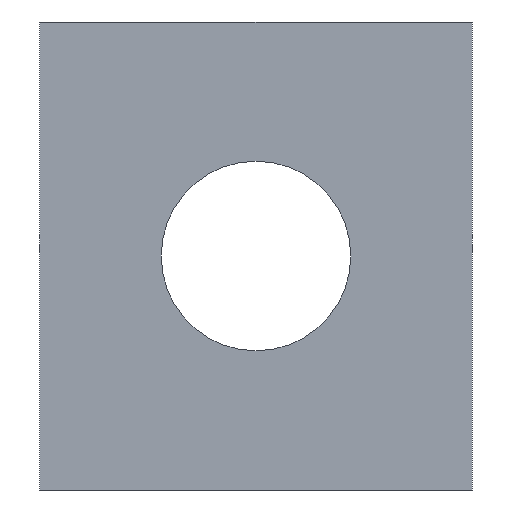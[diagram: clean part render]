
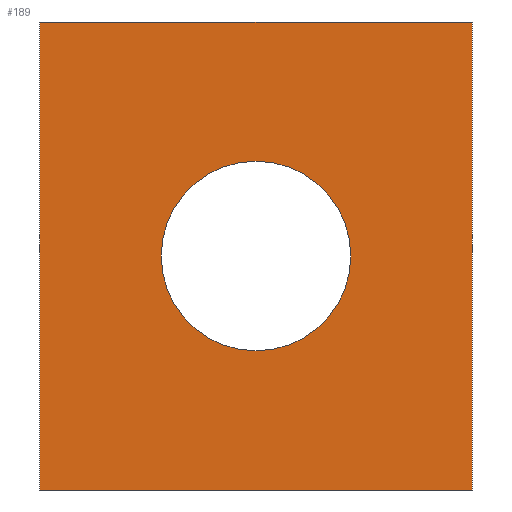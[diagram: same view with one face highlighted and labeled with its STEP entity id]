
A CAD part, front view. The second image highlights one B-rep face of the part: STEP entity #189.
In plain terms, the highlighted planar face has unit normal (0, -1, 0).
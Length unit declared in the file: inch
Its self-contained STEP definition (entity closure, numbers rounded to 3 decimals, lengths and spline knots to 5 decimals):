
#5 = CIRCLE ( 'NONE', #235, 0.2065 ) ;
#11 = DIRECTION ( 'NONE',  ( 0., 0., 1. ) ) ;
#17 = CARTESIAN_POINT ( 'NONE',  ( 0., 0., 0.2065 ) ) ;
#19 = VERTEX_POINT ( 'NONE', #60 ) ;
#26 = ORIENTED_EDGE ( 'NONE', *, *, #138, .T. ) ;
#29 = CARTESIAN_POINT ( 'NONE',  ( -0.471, 0., 0.51 ) ) ;
#53 = LINE ( 'NONE', #161, #311 ) ;
#60 = CARTESIAN_POINT ( 'NONE',  ( 0.471, 0., -0.51 ) ) ;
#61 = DIRECTION ( 'NONE',  ( -1., 0., 0. ) ) ;
#65 = CARTESIAN_POINT ( 'NONE',  ( -0.471, 0., -0.51 ) ) ;
#68 = DIRECTION ( 'NONE',  ( 1., 0., 0. ) ) ;
#71 = VECTOR ( 'NONE', #261, 39.37008 ) ;
#77 = LINE ( 'NONE', #65, #320 ) ;
#85 = CARTESIAN_POINT ( 'NONE',  ( 0., 0., 0. ) ) ;
#86 = CARTESIAN_POINT ( 'NONE',  ( 0.471, 0., -0.51 ) ) ;
#89 = DIRECTION ( 'NONE',  ( 0., 0., 1. ) ) ;
#91 = DIRECTION ( 'NONE',  ( 0., 1., 0. ) ) ;
#92 = CARTESIAN_POINT ( 'NONE',  ( -0.471, 0., -0.51 ) ) ;
#94 = DIRECTION ( 'NONE',  ( 0., 1., 0. ) ) ;
#100 = PLANE ( 'NONE',  #147 ) ;
#101 = VERTEX_POINT ( 'NONE', #29 ) ;
#116 = CARTESIAN_POINT ( 'NONE',  ( 0., 0., 0. ) ) ;
#121 = VERTEX_POINT ( 'NONE', #17 ) ;
#138 = EDGE_CURVE ( 'NONE', #241, #121, #310, .T. ) ;
#140 = FACE_OUTER_BOUND ( 'NONE', #297, .T. ) ;
#142 = CARTESIAN_POINT ( 'NONE',  ( 0., 0., 0. ) ) ;
#147 = AXIS2_PLACEMENT_3D ( 'NONE', #116, #91, #89 ) ;
#160 = LINE ( 'NONE', #86, #71 ) ;
#161 = CARTESIAN_POINT ( 'NONE',  ( -0.471, 0., 0.51 ) ) ;
#169 = EDGE_LOOP ( 'NONE', ( #286, #26 ) ) ;
#179 = DIRECTION ( 'NONE',  ( 0., 1., 0. ) ) ;
#189 = ADVANCED_FACE ( 'NONE', ( #237, #140 ), #100, .F. ) ;
#198 = ORIENTED_EDGE ( 'NONE', *, *, #398, .F. ) ;
#199 = ORIENTED_EDGE ( 'NONE', *, *, #412, .F. ) ;
#216 = DIRECTION ( 'NONE',  ( 0., 0., 1. ) ) ;
#223 = VERTEX_POINT ( 'NONE', #92 ) ;
#228 = DIRECTION ( 'NONE',  ( 0., 0., 1. ) ) ;
#235 = AXIS2_PLACEMENT_3D ( 'NONE', #142, #179, #216 ) ;
#237 = FACE_BOUND ( 'NONE', #169, .T. ) ;
#241 = VERTEX_POINT ( 'NONE', #440 ) ;
#246 = CARTESIAN_POINT ( 'NONE',  ( -0.471, 0., -0.51 ) ) ;
#249 = VERTEX_POINT ( 'NONE', #445 ) ;
#261 = DIRECTION ( 'NONE',  ( 0., 0., -1. ) ) ;
#286 = ORIENTED_EDGE ( 'NONE', *, *, #354, .T. ) ;
#297 = EDGE_LOOP ( 'NONE', ( #381, #198, #344, #199 ) ) ;
#310 = CIRCLE ( 'NONE', #387, 0.2065 ) ;
#311 = VECTOR ( 'NONE', #68, 39.37008 ) ;
#320 = VECTOR ( 'NONE', #61, 39.37008 ) ;
#326 = VECTOR ( 'NONE', #228, 39.37008 ) ;
#337 = LINE ( 'NONE', #246, #326 ) ;
#344 = ORIENTED_EDGE ( 'NONE', *, *, #388, .F. ) ;
#354 = EDGE_CURVE ( 'NONE', #121, #241, #5, .T. ) ;
#381 = ORIENTED_EDGE ( 'NONE', *, *, #401, .F. ) ;
#387 = AXIS2_PLACEMENT_3D ( 'NONE', #85, #94, #11 ) ;
#388 = EDGE_CURVE ( 'NONE', #223, #101, #337, .T. ) ;
#398 = EDGE_CURVE ( 'NONE', #101, #249, #53, .T. ) ;
#401 = EDGE_CURVE ( 'NONE', #249, #19, #160, .T. ) ;
#412 = EDGE_CURVE ( 'NONE', #19, #223, #77, .T. ) ;
#440 = CARTESIAN_POINT ( 'NONE',  ( 0., 0., -0.2065 ) ) ;
#445 = CARTESIAN_POINT ( 'NONE',  ( 0.471, 0., 0.51 ) ) ;
